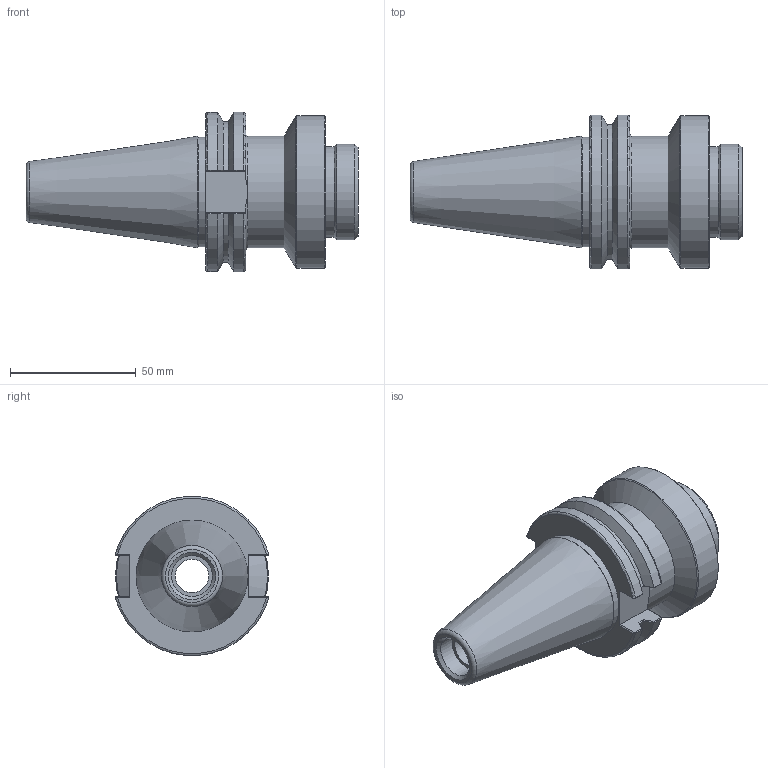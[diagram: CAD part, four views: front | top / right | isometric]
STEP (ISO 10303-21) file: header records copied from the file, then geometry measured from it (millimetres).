
FILE_DESCRIPTION(/* description */ (''),/* implementation_level */ '2;1');
FILE_NAME(/* name */ 'CAT40-BBA1.5-2.0.step',/* time_stamp */ '2026-02-27T14:04:43-06:00',/* author */ (''),/* organization */ (''),/* preprocessor_version */ 'ST-DEVELOPER v20.1',/* originating_system */ 'Autodesk Translation Framework v14.24.0.0',/* authorisation */ '');
FILE_SCHEMA (('AUTOMOTIVE_DESIGN { 1 0 10303 214 3 1 1 }'));
Length unit declared in the file: inch
Products named in the file (3): CAT40 EM20-63; CAT40 Dual Contact Template; CAT40 Dual Contact 2.69 v1
Assembly tree (2 placements, depth 3):
  CAT40 EM20-63
    CAT40 Dual Contact Template
      CAT40 Dual Contact 2.69 v1
Bounding box: 132.08 x 61.14 x 63.26 mm (x, y, z)
Volume: 169808.5 mm3; surface area: 31534.1 mm2
Topology: 1 solids, 1 shells, 94 faces, 237 edges, 149 vertices
Faces by surface type: plane 33, bspline 24, cone 16, cylinder 16, torus 5
Full cylindrical faces by diameter (mm): 11.112 x1, 13.386 x1, 16.256 x1, 18.186 x1, 19.456 x1, 35.992 x1, 38.1 x1, 43.688 x1, 44.475 x1, 60.858 x1
Entity records: 3837 total; most frequent: CARTESIAN_POINT 1538, ORIENTED_EDGE 472, DIRECTION 397, EDGE_CURVE 236, VERTEX_POINT 149, AXIS2_PLACEMENT_3D 135, LINE 127, VECTOR 127
